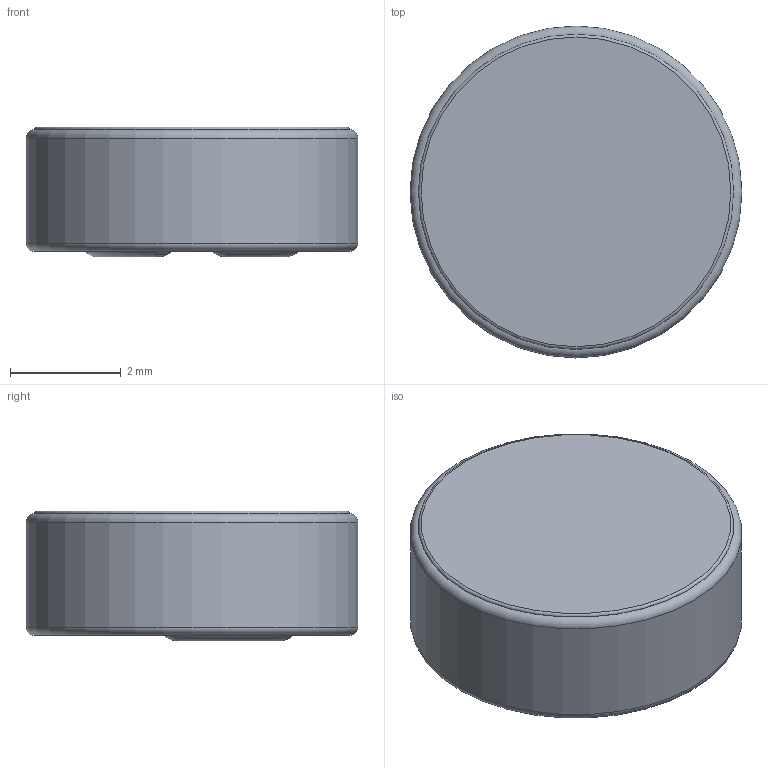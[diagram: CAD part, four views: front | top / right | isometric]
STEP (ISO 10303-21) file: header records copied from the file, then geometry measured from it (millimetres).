
FILE_DESCRIPTION(('FreeCAD Model'),'2;1');
FILE_NAME('Open CASCADE Shape Model','2022-05-04T10:43:27',('Author'),( ''),'Open CASCADE STEP processor 7.5','FreeCAD','Unknown');
FILE_SCHEMA(('AUTOMOTIVE_DESIGN { 1 0 10303 214 1 1 1 1 }'));
Length unit declared in the file: millimetre
Products named in the file (7): Sans_nom; Body; Foam; PCB; Solder; Body005; Body006
Assembly tree (6 placements, depth 3):
  Sans_nom
    Body
    Foam
    PCB
    Solder
      Body005
      Body006
Bounding box: 6 x 6 x 2.35 mm (x, y, z)
Volume: 66.2 mm3; surface area: 215.2 mm2
Topology: 5 solids, 5 shells, 43 faces, 80 edges, 42 vertices
Faces by surface type: cylinder 16, plane 15, torus 6, sphere 6
Full cylindrical faces by diameter (mm): 5.25 x2, 5.7 x1, 6 x1
Entity records: 2154 total; most frequent: DIRECTION 365, CARTESIAN_POINT 332, LINE 158, VECTOR 158, ORIENTED_EDGE 148, PCURVE 148, DEFINITIONAL_REPRESENTATION 148, AXIS2_PLACEMENT_3D 96
